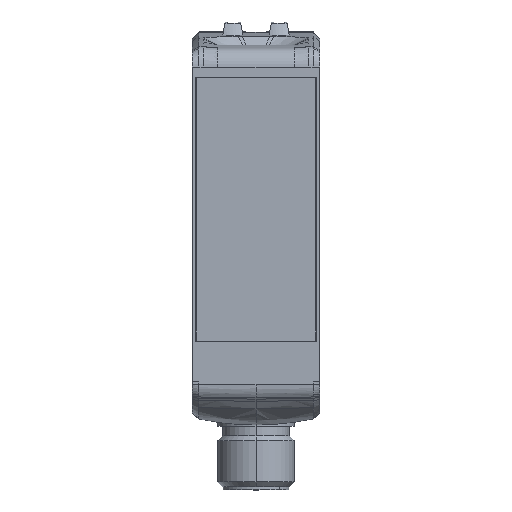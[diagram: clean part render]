
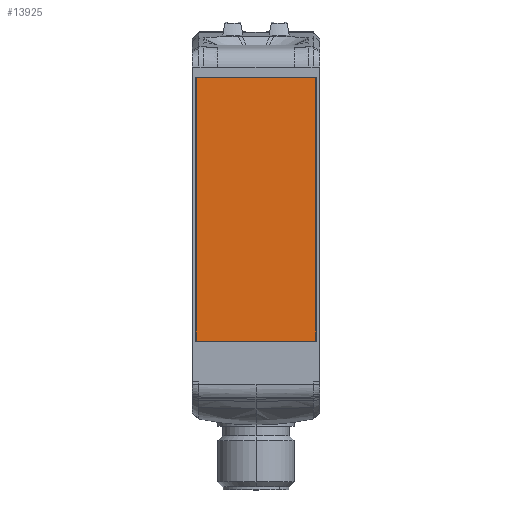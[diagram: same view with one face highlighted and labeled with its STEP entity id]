
A CAD part, top view. The second image highlights one B-rep face of the part: STEP entity #13925.
In plain terms, the highlighted planar face has unit normal (0, 0, 1).
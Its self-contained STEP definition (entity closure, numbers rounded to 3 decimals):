
#5655=DIRECTION('',(0.,-1.,0.));
#5656=VECTOR('',#5655,41.45);
#5657=CARTESIAN_POINT('',(9.425,48.325,5.7));
#5658=LINE('',#5657,#5656);
#5662=DIRECTION('',(-1.,0.,0.));
#5663=VECTOR('',#5662,18.85);
#5664=CARTESIAN_POINT('',(9.425,6.875,5.7));
#5665=LINE('',#5664,#5663);
#5669=DIRECTION('',(0.,1.,0.));
#5670=VECTOR('',#5669,41.45);
#5671=CARTESIAN_POINT('',(-9.425,6.875,5.7));
#5672=LINE('',#5671,#5670);
#5676=DIRECTION('',(1.,0.,0.));
#5677=VECTOR('',#5676,18.85);
#5678=CARTESIAN_POINT('',(-9.425,48.325,5.7));
#5679=LINE('',#5678,#5677);
#6510=CARTESIAN_POINT('',(-9.425,6.875,5.7));
#6511=VERTEX_POINT('',#6510);
#6512=CARTESIAN_POINT('',(9.425,6.875,5.7));
#6513=VERTEX_POINT('',#6512);
#6514=CARTESIAN_POINT('',(-9.425,48.325,5.7));
#6515=VERTEX_POINT('',#6514);
#6516=CARTESIAN_POINT('',(9.425,48.325,5.7));
#6517=VERTEX_POINT('',#6516);
#13914=CARTESIAN_POINT('',(0.,18.,5.7));
#13915=DIRECTION('',(0.,0.,-1.));
#13916=DIRECTION('',(-1.,0.,0.));
#13917=AXIS2_PLACEMENT_3D('',#13914,#13915,#13916);
#13918=PLANE('',#13917);
#13919=ORIENTED_EDGE('',*,*,#13908,.T.);
#13920=ORIENTED_EDGE('',*,*,#13859,.T.);
#13921=ORIENTED_EDGE('',*,*,#13877,.T.);
#13922=ORIENTED_EDGE('',*,*,#13894,.T.);
#13923=EDGE_LOOP('',(#13919,#13920,#13921,#13922));
#13924=FACE_OUTER_BOUND('',#13923,.F.);
#13925=ADVANCED_FACE('',(#13924),#13918,.F.);
#13859=EDGE_CURVE('',#6513,#6511,#5665,.T.);
#13877=EDGE_CURVE('',#6511,#6515,#5672,.T.);
#13894=EDGE_CURVE('',#6515,#6517,#5679,.T.);
#13908=EDGE_CURVE('',#6517,#6513,#5658,.T.);
